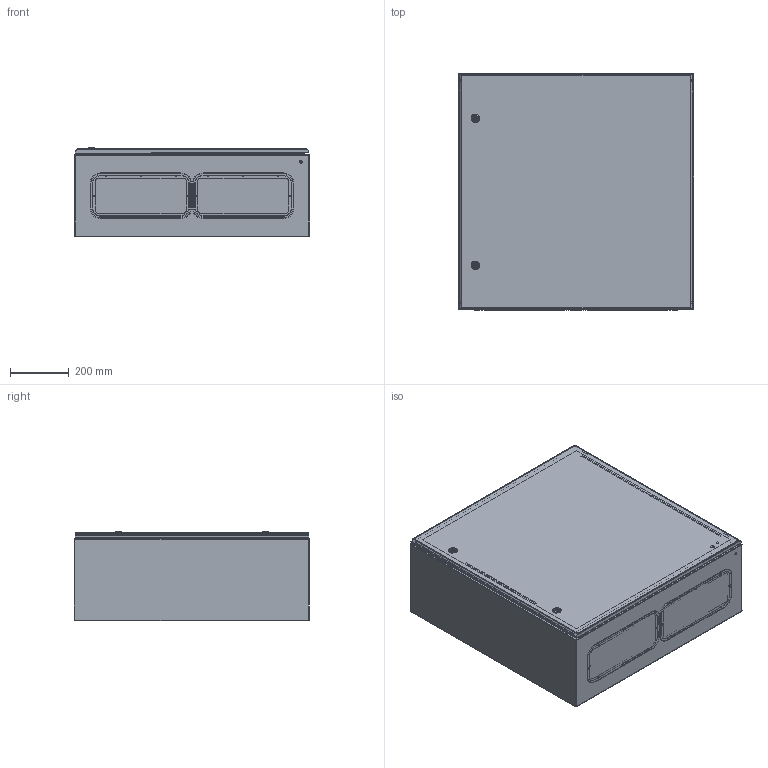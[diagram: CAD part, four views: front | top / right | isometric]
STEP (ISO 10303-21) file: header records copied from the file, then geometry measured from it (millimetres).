
FILE_DESCRIPTION (( 'STEP AP203' ), '1' );
FILE_NAME ('RH_883.STEP', '2019-05-24T10:09:04', ( '' ), ( '' ), 'SwSTEP 2.0', 'SolidWorks 2012', '' );
FILE_SCHEMA (( 'CONFIG_CONTROL_DESIGN' ));
Length unit declared in the file: millimetre
Products named in the file (15): RH_GR1-UszczelkaRH_88; RH_GR1-Flange322; RH_GR1-ZAMEK IP 65; RH_GR1-RH_zawias_drzwi; RH_GR1-RHdrzwibl_88; RH__RHSS_GR1_PM_88; FH-M8-40-STCu; RH_Korpus_uproszczony_RH 883 Korpus; RH_883; FH-M8-20-STCu; RH-Dekiel_Dekiel345x155; Zawias_skrzynki_RH; RH_GR1-RHdrzwi_88; RH_GR1-Uziemienie; RH_GR1-PT-M6-15-StCu
Assembly tree (24 placements, depth 3):
  RH_883
    RH_Korpus_uproszczony_RH 883 Korpus
    FH-M8-40-STCu  x4
    RH__RHSS_GR1_PM_88
    RH_GR1-RHdrzwi_88
      RH_GR1-RHdrzwibl_88
      RH_GR1-ZAMEK IP 65  x2
      RH_GR1-RH_zawias_drzwi  x2
      RH_GR1-UszczelkaRH_88
      RH_GR1-Flange322  x3
      RH_GR1-PT-M6-15-StCu
      RH_GR1-Uziemienie
    RH-Dekiel_Dekiel345x155  x2
    Zawias_skrzynki_RH  x2
    FH-M8-20-STCu  x2
Bounding box: 800 x 802.7 x 305.26 mm (x, y, z)
Volume: 4668340.1 mm3; surface area: 6123900.9 mm2
Topology: 33 solids, 33 shells, 1560 faces, 4212 edges, 2710 vertices
Faces by surface type: plane 598, cylinder 498, bspline 258, cone 134, torus 56, sphere 16
Entity records: 36627 total; most frequent: CARTESIAN_POINT 13365, ORIENTED_EDGE 4714, DIRECTION 4213, EDGE_CURVE 2357, AXIS2_PLACEMENT_3D 1569, VERTEX_POINT 1523, VECTOR 1075, LINE 1075
